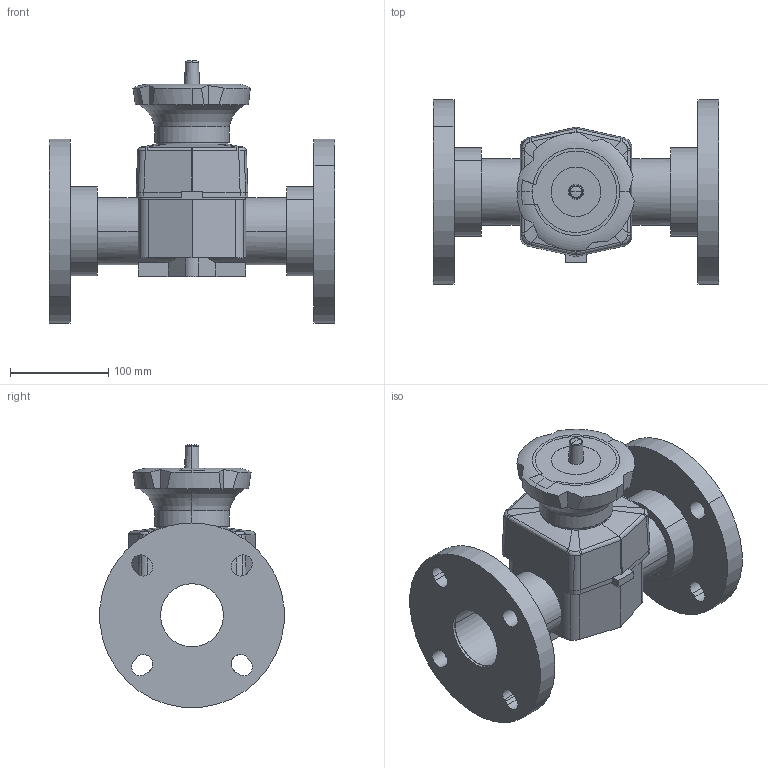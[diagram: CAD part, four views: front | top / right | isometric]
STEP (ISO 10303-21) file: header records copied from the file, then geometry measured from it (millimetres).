
FILE_DESCRIPTION(('STEP AP214'),'1');
FILE_NAME('dkom075e.stp','2017-04-07T15:38:02',('TraceParts'),('TraceParts S.A.'),'Spatial InterOp 3D',' ',' ');
FILE_SCHEMA(('automotive_design'));
Length unit declared in the file: millimetre
Products named in the file (6): dkom075e_1; dkom075e_2; dkom075e_3; dkom075e_4; dkom075e_5; dkom075e_6
Bounding box: 290 x 187.28 x 267.09 mm (x, y, z)
Volume: 2704906.2 mm3; surface area: 404514.2 mm2
Topology: 6 solids, 6 shells, 254 faces, 661 edges, 428 vertices
Faces by surface type: plane 105, cylinder 102, bspline 30, cone 9, torus 8
Entity records: 11614 total; most frequent: CARTESIAN_POINT 3184, ORIENTED_EDGE 1318, DIRECTION 1310, EDGE_CURVE 659, AXIS2_PLACEMENT_3D 497, VERTEX_POINT 428, LINE 316, VECTOR 316
